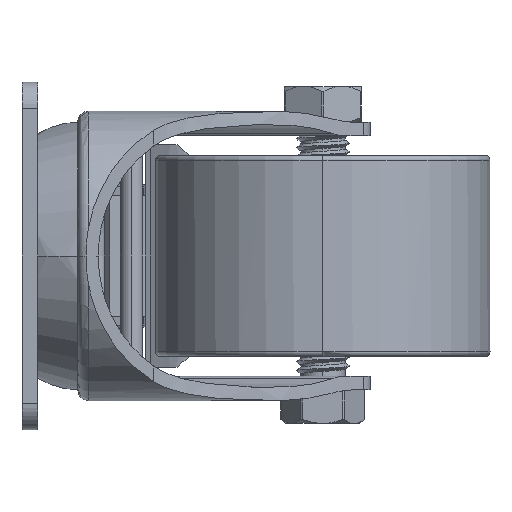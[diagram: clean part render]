
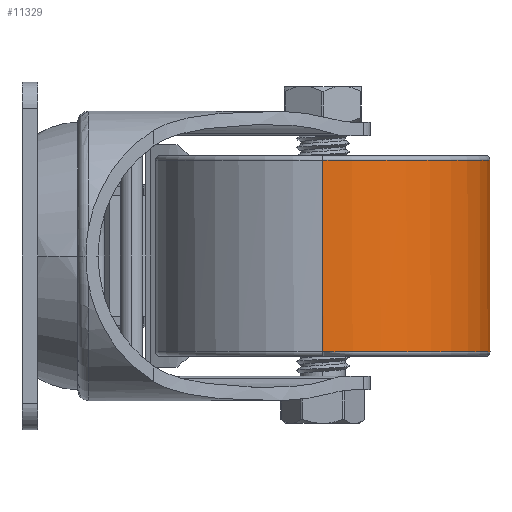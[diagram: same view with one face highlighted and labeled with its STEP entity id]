
A CAD part, left-side view. The second image highlights one B-rep face of the part: STEP entity #11329.
In plain terms, the highlighted cylindrical face has radius 37.5 mm (diameter 75 mm), a partial arc.
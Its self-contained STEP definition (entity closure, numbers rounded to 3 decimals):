
#11006=CARTESIAN_POINT('',(0.,-21.5,0.));
#11007=DIRECTION('',(0.,1.,0.));
#11008=DIRECTION('',(1.,0.,0.));
#11009=AXIS2_PLACEMENT_3D('',#11006,#11007,#11008);
#11011=CARTESIAN_POINT('',(0.,-21.5,0.));
#11012=DIRECTION('',(0.,1.,0.));
#11013=DIRECTION('',(1.,0.,-0.007));
#11014=AXIS2_PLACEMENT_3D('',#11011,#11012,#11013);
#11016=DIRECTION('',(0.,1.,0.));
#11017=VECTOR('',#11016,43.);
#11018=CARTESIAN_POINT('',(37.5,-21.5,0.));
#11019=LINE('',#11018,#11017);
#11030=CARTESIAN_POINT('',(0.,21.5,0.));
#11031=DIRECTION('',(0.,-1.,0.));
#11032=DIRECTION('',(-1.,0.,0.));
#11033=AXIS2_PLACEMENT_3D('',#11030,#11031,#11032);
#11035=CARTESIAN_POINT('',(0.,21.5,0.));
#11036=DIRECTION('',(0.,-1.,0.));
#11037=DIRECTION('',(-1.,0.,-0.005));
#11038=AXIS2_PLACEMENT_3D('',#11035,#11036,#11037);
#11080=DIRECTION('',(0.,1.,0.));
#11081=VECTOR('',#11080,43.);
#11082=CARTESIAN_POINT('',(-37.5,-21.5,0.));
#11083=LINE('',#11082,#11081);
#11204=CARTESIAN_POINT('',(-37.5,-21.5,0.));
#11205=VERTEX_POINT('',#11204);
#11208=CARTESIAN_POINT('',(37.5,-21.5,0.));
#11209=VERTEX_POINT('',#11208);
#11210=CARTESIAN_POINT('',(37.499,-21.5,-0.252));
#11211=VERTEX_POINT('',#11210);
#11212=CARTESIAN_POINT('',(-37.5,21.5,-0.177));
#11213=CARTESIAN_POINT('',(37.5,21.5,0.));
#11214=VERTEX_POINT('',#11212);
#11215=VERTEX_POINT('',#11213);
#11216=CARTESIAN_POINT('',(-37.5,21.5,0.));
#11217=VERTEX_POINT('',#11216);
#11312=CARTESIAN_POINT('',(0.,-22.5,0.));
#11313=DIRECTION('',(0.,1.,0.));
#11314=DIRECTION('',(1.,0.,0.));
#11315=AXIS2_PLACEMENT_3D('',#11312,#11313,#11314);
#11316=CYLINDRICAL_SURFACE('',#11315,37.5);
#11318=ORIENTED_EDGE('',*,*,#11317,.F.);
#11320=ORIENTED_EDGE('',*,*,#11319,.F.);
#11322=ORIENTED_EDGE('',*,*,#11321,.F.);
#11323=ORIENTED_EDGE('',*,*,#11306,.F.);
#11324=ORIENTED_EDGE('',*,*,#11304,.F.);
#11326=ORIENTED_EDGE('',*,*,#11325,.T.);
#11327=EDGE_LOOP('',(#11318,#11320,#11322,#11323,#11324,#11326));
#11328=FACE_OUTER_BOUND('',#11327,.F.);
#11010=CIRCLE('',#11009,37.5);
#11015=CIRCLE('',#11014,37.5);
#11034=CIRCLE('',#11033,37.5);
#11039=CIRCLE('',#11038,37.5);
#11304=EDGE_CURVE('',#11209,#11211,#11010,.T.);
#11306=EDGE_CURVE('',#11211,#11205,#11015,.T.);
#11317=EDGE_CURVE('',#11214,#11215,#11039,.T.);
#11319=EDGE_CURVE('',#11217,#11214,#11034,.T.);
#11321=EDGE_CURVE('',#11205,#11217,#11083,.T.);
#11325=EDGE_CURVE('',#11209,#11215,#11019,.T.);
#11329=ADVANCED_FACE('',(#11328),#11316,.T.);
